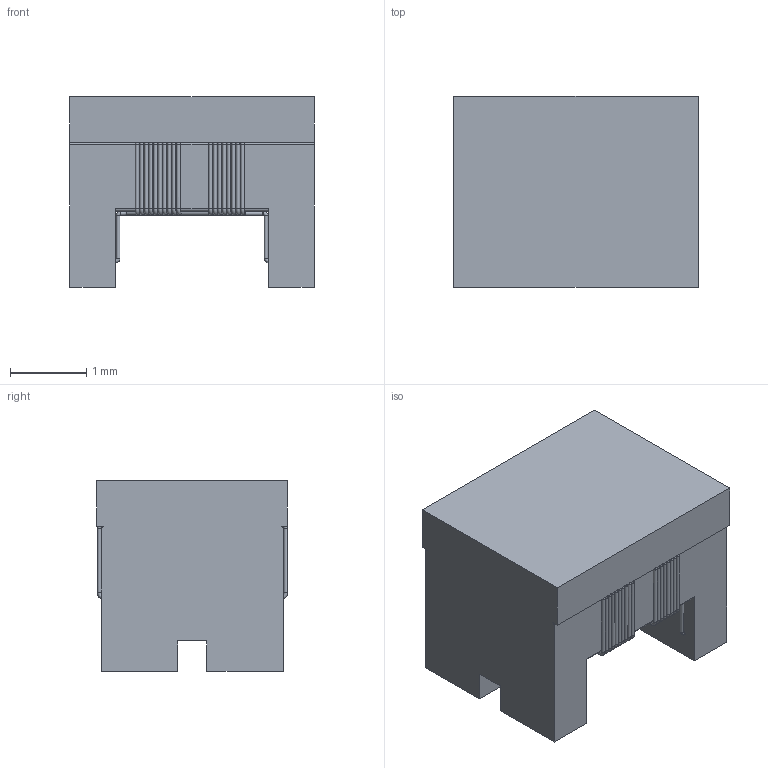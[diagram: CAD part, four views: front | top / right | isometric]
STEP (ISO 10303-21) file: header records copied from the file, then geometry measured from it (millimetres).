
FILE_DESCRIPTION(/* description */ ('Unknown'),/* implementation_level */ '2;1');
FILE_NAME(/* name */ 'L_Wurth_WE-CNSA-1210',/* time_stamp */ '2025-04-24T10:27:42+08:00',/* author */ ('Unknown'),/* organization */ ('Unknown'),/* preprocessor_version */ 'ST-DEVELOPER v19.4',/* originating_system */ 'Solid Edge',/* authorisation */ 'Unknown');
FILE_SCHEMA (('AUTOMOTIVE_DESIGN {1 0 10303 214 3 1 1}'));
Length unit declared in the file: millimetre
Products named in the file (2): L_Wurth_WE-CNSA-1210
Assembly tree (1 placements, depth 2):
  L_Wurth_WE-CNSA-1210
    L_Wurth_WE-CNSA-1210
Bounding box: 3.2 x 2.5 x 2.5 mm (x, y, z)
Volume: 14.5 mm3; surface area: 57.8 mm2
Topology: 1 solids, 1 shells, 178 faces, 475 edges, 299 vertices
Faces by surface type: torus 88, cylinder 68, plane 22
Full cylindrical faces by diameter (mm): 0.05 x63
Entity records: 5613 total; most frequent: CARTESIAN_POINT 957, DIRECTION 682, ORIENTED_EDGE 492, EDGE_LOOP 369, FACE_BOUND 369, AXIS2_PLACEMENT_3D 309, EDGE_CURVE 246, VERTEX_POINT 221
